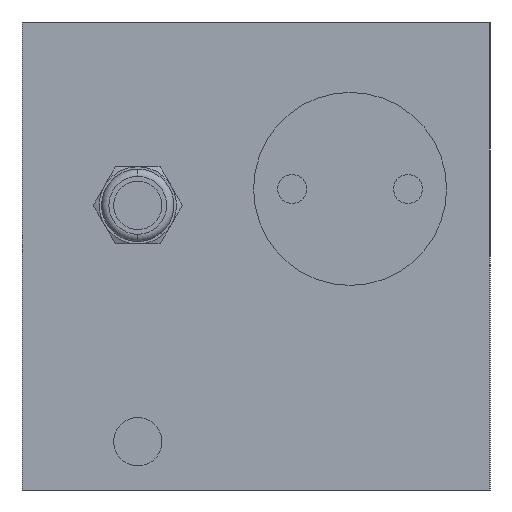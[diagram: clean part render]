
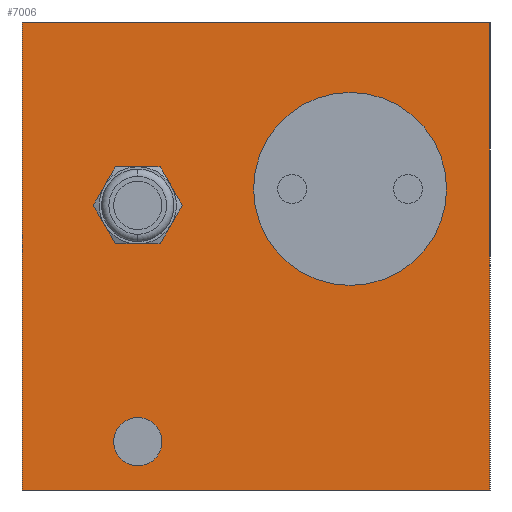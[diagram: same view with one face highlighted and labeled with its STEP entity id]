
A CAD part, left-side view. The second image highlights one B-rep face of the part: STEP entity #7006.
In plain terms, the highlighted planar face has unit normal (-1, 0, 0).
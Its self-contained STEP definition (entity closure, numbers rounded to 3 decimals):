
#829=DIRECTION('',(0.,0.,1.));
#830=VECTOR('',#829,48.5);
#831=CARTESIAN_POINT('',(0.,48.5,-48.5));
#832=LINE('',#831,#830);
#873=DIRECTION('',(0.,-1.,0.));
#874=VECTOR('',#873,48.5);
#875=CARTESIAN_POINT('',(0.,48.5,-48.5));
#876=LINE('',#875,#874);
#877=DIRECTION('',(0.,1.,0.));
#878=VECTOR('',#877,48.5);
#879=CARTESIAN_POINT('',(0.,0.,0.));
#880=LINE('',#879,#878);
#881=DIRECTION('',(0.,0.,1.));
#882=VECTOR('',#881,48.5);
#883=CARTESIAN_POINT('',(0.,0.,-48.5));
#884=LINE('',#883,#882);
#885=CARTESIAN_POINT('',(0.,14.5,-17.3));
#886=DIRECTION('',(1.,0.,0.));
#887=DIRECTION('',(0.,0.,-1.));
#888=AXIS2_PLACEMENT_3D('',#885,#886,#887);
#890=CARTESIAN_POINT('',(0.,14.5,-17.3));
#891=DIRECTION('',(1.,0.,0.));
#892=DIRECTION('',(0.,0.,1.));
#893=AXIS2_PLACEMENT_3D('',#890,#891,#892);
#895=CARTESIAN_POINT('',(0.,36.5,-43.5));
#896=DIRECTION('',(1.,0.,0.));
#897=DIRECTION('',(0.,0.,-1.));
#898=AXIS2_PLACEMENT_3D('',#895,#896,#897);
#900=CARTESIAN_POINT('',(0.,36.5,-43.5));
#901=DIRECTION('',(1.,0.,0.));
#902=DIRECTION('',(0.,0.,1.));
#903=AXIS2_PLACEMENT_3D('',#900,#901,#902);
#905=CARTESIAN_POINT('',(0.,36.5,-19.));
#906=DIRECTION('',(-1.,0.,0.));
#907=DIRECTION('',(0.,-0.866,0.5));
#908=AXIS2_PLACEMENT_3D('',#905,#906,#907);
#910=CARTESIAN_POINT('',(0.,36.5,-19.));
#911=DIRECTION('',(-1.,0.,0.));
#912=DIRECTION('',(0.,0.,1.));
#913=AXIS2_PLACEMENT_3D('',#910,#911,#912);
#915=CARTESIAN_POINT('',(0.,36.5,-19.));
#916=DIRECTION('',(-1.,0.,0.));
#917=DIRECTION('',(0.,0.866,0.5));
#918=AXIS2_PLACEMENT_3D('',#915,#916,#917);
#920=CARTESIAN_POINT('',(0.,36.5,-19.));
#921=DIRECTION('',(-1.,0.,0.));
#922=DIRECTION('',(0.,0.866,-0.5));
#923=AXIS2_PLACEMENT_3D('',#920,#921,#922);
#925=CARTESIAN_POINT('',(0.,36.5,-19.));
#926=DIRECTION('',(-1.,0.,0.));
#927=DIRECTION('',(0.,0.,-1.));
#928=AXIS2_PLACEMENT_3D('',#925,#926,#927);
#930=CARTESIAN_POINT('',(0.,36.5,-19.));
#931=DIRECTION('',(-1.,0.,0.));
#932=DIRECTION('',(0.,-0.866,-0.5));
#933=AXIS2_PLACEMENT_3D('',#930,#931,#932);
#4891=CARTESIAN_POINT('',(0.,0.,-48.5));
#4892=VERTEX_POINT('',#4891);
#4893=CARTESIAN_POINT('',(0.,48.5,-48.5));
#4894=VERTEX_POINT('',#4893);
#4917=CARTESIAN_POINT('',(0.,0.,0.));
#4918=VERTEX_POINT('',#4917);
#4919=CARTESIAN_POINT('',(0.,48.5,0.));
#4920=VERTEX_POINT('',#4919);
#5551=CARTESIAN_POINT('',(0.,14.5,-27.3));
#5552=CARTESIAN_POINT('',(0.,14.5,-7.3));
#5553=VERTEX_POINT('',#5551);
#5554=VERTEX_POINT('',#5552);
#5555=CARTESIAN_POINT('',(0.,36.5,-46.));
#5556=CARTESIAN_POINT('',(0.,36.5,-41.));
#5557=VERTEX_POINT('',#5555);
#5558=VERTEX_POINT('',#5556);
#6259=CARTESIAN_POINT('',(0.,33.036,-17.));
#6260=CARTESIAN_POINT('',(0.,36.5,-15.));
#6261=VERTEX_POINT('',#6259);
#6262=VERTEX_POINT('',#6260);
#6263=CARTESIAN_POINT('',(0.,39.964,-21.));
#6264=CARTESIAN_POINT('',(0.,36.5,-23.));
#6265=VERTEX_POINT('',#6263);
#6266=VERTEX_POINT('',#6264);
#6267=CARTESIAN_POINT('',(0.,33.036,-21.));
#6268=VERTEX_POINT('',#6267);
#6269=CARTESIAN_POINT('',(0.,39.964,-17.));
#6270=VERTEX_POINT('',#6269);
#6968=CARTESIAN_POINT('',(0.,24.25,-24.25));
#6969=DIRECTION('',(1.,0.,0.));
#6970=DIRECTION('',(0.,-1.,0.));
#6971=AXIS2_PLACEMENT_3D('',#6968,#6969,#6970);
#6972=PLANE('',#6971);
#6973=ORIENTED_EDGE('',*,*,#6864,.F.);
#6974=ORIENTED_EDGE('',*,*,#6939,.T.);
#6975=ORIENTED_EDGE('',*,*,#6331,.F.);
#6977=ORIENTED_EDGE('',*,*,#6976,.F.);
#6978=EDGE_LOOP('',(#6973,#6974,#6975,#6977));
#6979=FACE_OUTER_BOUND('',#6978,.F.);
#6981=ORIENTED_EDGE('',*,*,#6980,.F.);
#6983=ORIENTED_EDGE('',*,*,#6982,.F.);
#6984=EDGE_LOOP('',(#6981,#6983));
#6985=FACE_BOUND('',#6984,.F.);
#6987=ORIENTED_EDGE('',*,*,#6986,.F.);
#6989=ORIENTED_EDGE('',*,*,#6988,.F.);
#6990=EDGE_LOOP('',(#6987,#6989));
#6991=FACE_BOUND('',#6990,.F.);
#6993=ORIENTED_EDGE('',*,*,#6992,.T.);
#6995=ORIENTED_EDGE('',*,*,#6994,.T.);
#6997=ORIENTED_EDGE('',*,*,#6996,.T.);
#6999=ORIENTED_EDGE('',*,*,#6998,.T.);
#7001=ORIENTED_EDGE('',*,*,#7000,.T.);
#7003=ORIENTED_EDGE('',*,*,#7002,.T.);
#7004=EDGE_LOOP('',(#6993,#6995,#6997,#6999,#7001,#7003));
#7005=FACE_BOUND('',#7004,.F.);
#7006=ADVANCED_FACE('',(#6979,#6985,#6991,#7005),#6972,.F.);
#889=CIRCLE('',#888,10.);
#894=CIRCLE('',#893,10.);
#899=CIRCLE('',#898,2.5);
#904=CIRCLE('',#903,2.5);
#909=CIRCLE('',#908,4.);
#914=CIRCLE('',#913,4.);
#919=CIRCLE('',#918,4.);
#924=CIRCLE('',#923,4.);
#929=CIRCLE('',#928,4.);
#934=CIRCLE('',#933,4.);
#6331=EDGE_CURVE('',#4918,#4920,#880,.T.);
#6864=EDGE_CURVE('',#4894,#4892,#876,.T.);
#6939=EDGE_CURVE('',#4894,#4920,#832,.T.);
#6976=EDGE_CURVE('',#4892,#4918,#884,.T.);
#6980=EDGE_CURVE('',#5553,#5554,#889,.T.);
#6982=EDGE_CURVE('',#5554,#5553,#894,.T.);
#6986=EDGE_CURVE('',#5557,#5558,#899,.T.);
#6988=EDGE_CURVE('',#5558,#5557,#904,.T.);
#6992=EDGE_CURVE('',#6261,#6262,#909,.T.);
#6994=EDGE_CURVE('',#6262,#6270,#914,.T.);
#6996=EDGE_CURVE('',#6270,#6265,#919,.T.);
#6998=EDGE_CURVE('',#6265,#6266,#924,.T.);
#7000=EDGE_CURVE('',#6266,#6268,#929,.T.);
#7002=EDGE_CURVE('',#6268,#6261,#934,.T.);
